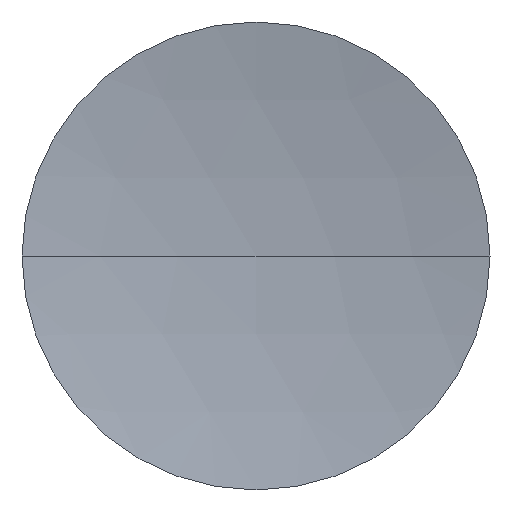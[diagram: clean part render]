
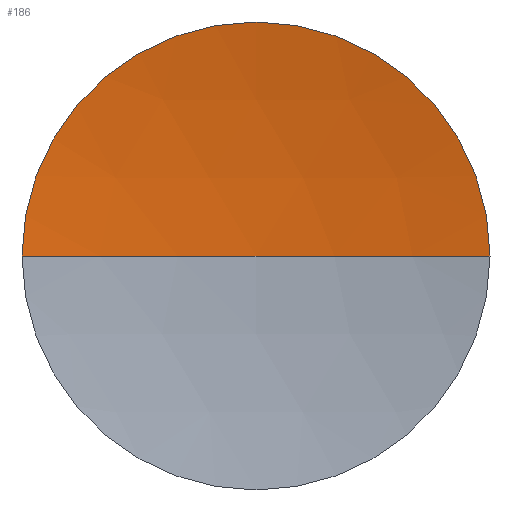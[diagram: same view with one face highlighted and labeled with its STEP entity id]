
A CAD part, left-side view. The second image highlights one B-rep face of the part: STEP entity #186.
In plain terms, the highlighted spherical face has radius 69.6 mm.
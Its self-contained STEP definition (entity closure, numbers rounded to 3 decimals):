
#1 = VERTEX_POINT ( 'NONE', #21 ) ;
#10 = DIRECTION ( 'NONE',  ( 0., 0., -1. ) ) ;
#11 = CARTESIAN_POINT ( 'NONE',  ( 48.753, 65.223, 0. ) ) ;
#15 = CARTESIAN_POINT ( 'NONE',  ( 117.184, 65.223, 0. ) ) ;
#21 = CARTESIAN_POINT ( 'NONE',  ( 117.184, 65.223, 12.7 ) ) ;
#23 = EDGE_CURVE ( 'NONE', #1, #199, #113, .T. ) ;
#27 = CARTESIAN_POINT ( 'NONE',  ( 117.184, 65.223, 0. ) ) ;
#32 = AXIS2_PLACEMENT_3D ( 'NONE', #11, #10, #150 ) ;
#37 = DIRECTION ( 'NONE',  ( 0., 0., 1. ) ) ;
#38 = CARTESIAN_POINT ( 'NONE',  ( 117.184, 77.923, 0. ) ) ;
#39 = VERTEX_POINT ( 'NONE', #62 ) ;
#62 = CARTESIAN_POINT ( 'NONE',  ( 118.353, 65.223, 0. ) ) ;
#66 = EDGE_CURVE ( 'NONE', #39, #199, #94, .T. ) ;
#78 = EDGE_CURVE ( 'NONE', #39, #95, #84, .T. ) ;
#82 = AXIS2_PLACEMENT_3D ( 'NONE', #168, #171, #192 ) ;
#83 = ORIENTED_EDGE ( 'NONE', *, *, #66, .F. ) ;
#84 = CIRCLE ( 'NONE', #32, 69.6 ) ;
#91 = AXIS2_PLACEMENT_3D ( 'NONE', #15, #212, #93 ) ;
#93 = DIRECTION ( 'NONE',  ( 0., 0., 1. ) ) ;
#94 = CIRCLE ( 'NONE', #123, 69.6 ) ;
#95 = VERTEX_POINT ( 'NONE', #202 ) ;
#101 = FACE_OUTER_BOUND ( 'NONE', #198, .T. ) ;
#106 = ORIENTED_EDGE ( 'NONE', *, *, #23, .T. ) ;
#107 = CIRCLE ( 'NONE', #91, 12.7 ) ;
#113 = CIRCLE ( 'NONE', #141, 12.7 ) ;
#116 = DIRECTION ( 'NONE',  ( -1., 0., 0. ) ) ;
#123 = AXIS2_PLACEMENT_3D ( 'NONE', #187, #37, #184 ) ;
#130 = ORIENTED_EDGE ( 'NONE', *, *, #196, .T. ) ;
#141 = AXIS2_PLACEMENT_3D ( 'NONE', #27, #116, #165 ) ;
#143 = SPHERICAL_SURFACE ( 'NONE', #82, 69.6 ) ;
#150 = DIRECTION ( 'NONE',  ( 0., 1., 0. ) ) ;
#155 = ORIENTED_EDGE ( 'NONE', *, *, #78, .T. ) ;
#165 = DIRECTION ( 'NONE',  ( 0., 0., 1. ) ) ;
#168 = CARTESIAN_POINT ( 'NONE',  ( 48.753, 65.223, 0. ) ) ;
#171 = DIRECTION ( 'NONE',  ( 0., 0., -1. ) ) ;
#184 = DIRECTION ( 'NONE',  ( 1., 0., 0. ) ) ;
#186 = ADVANCED_FACE ( 'NONE', ( #101 ), #143, .F. ) ;
#187 = CARTESIAN_POINT ( 'NONE',  ( 48.753, 65.223, 0. ) ) ;
#192 = DIRECTION ( 'NONE',  ( 0., 1., 0. ) ) ;
#196 = EDGE_CURVE ( 'NONE', #95, #1, #107, .T. ) ;
#198 = EDGE_LOOP ( 'NONE', ( #83, #155, #130, #106 ) ) ;
#199 = VERTEX_POINT ( 'NONE', #38 ) ;
#202 = CARTESIAN_POINT ( 'NONE',  ( 117.184, 52.523, 0. ) ) ;
#212 = DIRECTION ( 'NONE',  ( -1., 0., 0. ) ) ;
